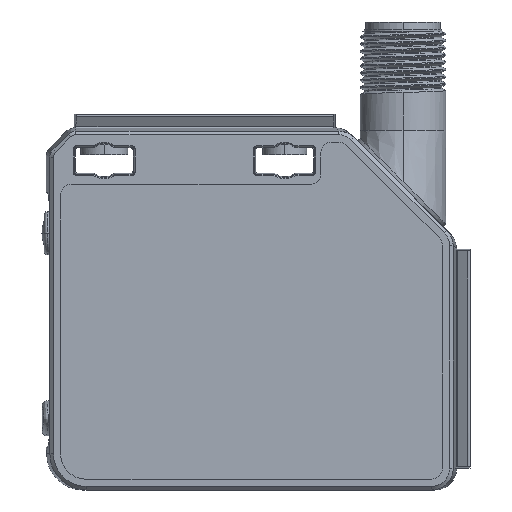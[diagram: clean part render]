
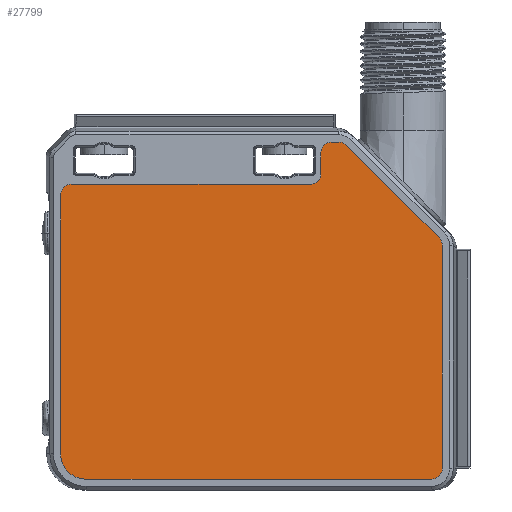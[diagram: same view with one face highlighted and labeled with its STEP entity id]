
A CAD part, left-side view. The second image highlights one B-rep face of the part: STEP entity #27799.
In plain terms, the highlighted planar face has unit normal (-1, 0, 0).
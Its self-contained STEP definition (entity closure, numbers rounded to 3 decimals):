
#12232=CARTESIAN_POINT('',(-12.25,-28.702,-1.95));
#12233=DIRECTION('',(1.,0.,0.));
#12234=DIRECTION('',(0.,-1.,0.));
#12235=AXIS2_PLACEMENT_3D('',#12232,#12233,#12234);
#12250=DIRECTION('',(0.,1.,0.));
#12251=VECTOR('',#12250,33.22);
#12252=CARTESIAN_POINT('',(-12.25,-28.702,-3.25));
#12253=LINE('',#12252,#12251);
#12254=DIRECTION('',(0.,0.,-1.));
#12255=VECTOR('',#12254,3.02);
#12256=CARTESIAN_POINT('',(-12.25,-30.002,1.07));
#12257=LINE('',#12256,#12255);
#12258=CARTESIAN_POINT('',(-12.25,-31.502,1.07));
#12259=DIRECTION('',(-1.,0.,0.));
#12260=DIRECTION('',(0.,0.,1.));
#12261=AXIS2_PLACEMENT_3D('',#12258,#12259,#12260);
#12263=DIRECTION('',(0.,1.,0.));
#12264=VECTOR('',#12263,0.979);
#12265=CARTESIAN_POINT('',(-12.25,-32.481,2.57));
#12266=LINE('',#12265,#12264);
#12267=CARTESIAN_POINT('',(-12.25,-32.481,1.07));
#12268=DIRECTION('',(-1.,0.,0.));
#12269=DIRECTION('',(0.,-0.707,0.707));
#12270=AXIS2_PLACEMENT_3D('',#12267,#12268,#12269);
#12272=DIRECTION('',(0.,0.707,0.707));
#12273=VECTOR('',#12272,18.146);
#12274=CARTESIAN_POINT('',(-12.25,-46.373,-10.701));
#12275=LINE('',#12274,#12273);
#12276=CARTESIAN_POINT('',(-12.25,-45.312,-11.761));
#12277=DIRECTION('',(-1.,0.,0.));
#12278=DIRECTION('',(0.,-1.,0.));
#12279=AXIS2_PLACEMENT_3D('',#12276,#12277,#12278);
#12281=DIRECTION('',(0.,0.,1.));
#12282=VECTOR('',#12281,30.839);
#12283=CARTESIAN_POINT('',(-12.25,-46.812,-42.6));
#12284=LINE('',#12283,#12282);
#12285=CARTESIAN_POINT('',(-12.25,-45.312,-42.6));
#12286=DIRECTION('',(-1.,0.,0.));
#12287=DIRECTION('',(0.,0.,-1.));
#12288=AXIS2_PLACEMENT_3D('',#12285,#12286,#12287);
#12290=DIRECTION('',(0.,-1.,0.));
#12291=VECTOR('',#12290,47.83);
#12292=CARTESIAN_POINT('',(-12.25,2.518,-44.1));
#12293=LINE('',#12292,#12291);
#12294=CARTESIAN_POINT('',(-12.25,2.518,-40.6));
#12295=DIRECTION('',(-1.,0.,0.));
#12296=DIRECTION('',(0.,1.,0.));
#12297=AXIS2_PLACEMENT_3D('',#12294,#12295,#12296);
#12299=DIRECTION('',(0.,0.,-1.));
#12300=VECTOR('',#12299,35.85);
#12301=CARTESIAN_POINT('',(-12.25,6.018,-4.75));
#12302=LINE('',#12301,#12300);
#12303=CARTESIAN_POINT('',(-12.25,4.518,-4.75));
#12304=DIRECTION('',(-1.,0.,0.));
#12305=DIRECTION('',(0.,0.,1.));
#12306=AXIS2_PLACEMENT_3D('',#12303,#12304,#12305);
#13321=CARTESIAN_POINT('',(-12.25,2.518,-44.1));
#13322=CARTESIAN_POINT('',(-12.25,-45.312,-44.1));
#13323=VERTEX_POINT('',#13321);
#13324=VERTEX_POINT('',#13322);
#13325=CARTESIAN_POINT('',(-12.25,-46.812,-42.6));
#13326=VERTEX_POINT('',#13325);
#13327=CARTESIAN_POINT('',(-12.25,-46.812,-11.761));
#13328=VERTEX_POINT('',#13327);
#13329=CARTESIAN_POINT('',(-12.25,-46.373,-10.701));
#13330=VERTEX_POINT('',#13329);
#13331=CARTESIAN_POINT('',(-12.25,6.018,-40.6));
#13332=VERTEX_POINT('',#13331);
#13345=CARTESIAN_POINT('',(-12.25,4.518,-3.25));
#13346=CARTESIAN_POINT('',(-12.25,6.018,-4.75));
#13347=VERTEX_POINT('',#13345);
#13348=VERTEX_POINT('',#13346);
#13353=CARTESIAN_POINT('',(-12.25,-31.502,2.57));
#13354=CARTESIAN_POINT('',(-12.25,-30.002,1.07));
#13355=VERTEX_POINT('',#13353);
#13356=VERTEX_POINT('',#13354);
#13361=CARTESIAN_POINT('',(-12.25,-33.542,2.131));
#13362=CARTESIAN_POINT('',(-12.25,-32.481,2.57));
#13363=VERTEX_POINT('',#13361);
#13364=VERTEX_POINT('',#13362);
#13373=CARTESIAN_POINT('',(-12.25,-30.002,-1.95));
#13374=VERTEX_POINT('',#13373);
#13375=CARTESIAN_POINT('',(-12.25,-28.702,-3.25));
#13376=VERTEX_POINT('',#13375);
#27767=CARTESIAN_POINT('',(-12.25,0.,0.));
#27768=DIRECTION('',(-1.,0.,0.));
#27769=DIRECTION('',(0.,0.,1.));
#27770=AXIS2_PLACEMENT_3D('',#27767,#27768,#27769);
#27771=PLANE('',#27770);
#27773=ORIENTED_EDGE('',*,*,#27772,.F.);
#27774=ORIENTED_EDGE('',*,*,#27732,.F.);
#27775=ORIENTED_EDGE('',*,*,#27748,.F.);
#27776=ORIENTED_EDGE('',*,*,#27758,.F.);
#27778=ORIENTED_EDGE('',*,*,#27777,.F.);
#27780=ORIENTED_EDGE('',*,*,#27779,.F.);
#27782=ORIENTED_EDGE('',*,*,#27781,.F.);
#27784=ORIENTED_EDGE('',*,*,#27783,.F.);
#27786=ORIENTED_EDGE('',*,*,#27785,.F.);
#27788=ORIENTED_EDGE('',*,*,#27787,.F.);
#27790=ORIENTED_EDGE('',*,*,#27789,.F.);
#27792=ORIENTED_EDGE('',*,*,#27791,.F.);
#27794=ORIENTED_EDGE('',*,*,#27793,.F.);
#27796=ORIENTED_EDGE('',*,*,#27795,.F.);
#27797=EDGE_LOOP('',(#27773,#27774,#27775,#27776,#27778,#27780,#27782,#27784,
#27786,#27788,#27790,#27792,#27794,#27796));
#27798=FACE_OUTER_BOUND('',#27797,.F.);
#27799=ADVANCED_FACE('',(#27798),#27771,.T.);
#12236=CIRCLE('',#12235,1.3);
#12262=CIRCLE('',#12261,1.5);
#12271=CIRCLE('',#12270,1.5);
#12280=CIRCLE('',#12279,1.5);
#12289=CIRCLE('',#12288,1.5);
#12298=CIRCLE('',#12297,3.5);
#12307=CIRCLE('',#12306,1.5);
#27732=EDGE_CURVE('',#13374,#13376,#12236,.T.);
#27748=EDGE_CURVE('',#13356,#13374,#12257,.T.);
#27758=EDGE_CURVE('',#13355,#13356,#12262,.T.);
#27772=EDGE_CURVE('',#13376,#13347,#12253,.T.);
#27777=EDGE_CURVE('',#13364,#13355,#12266,.T.);
#27779=EDGE_CURVE('',#13363,#13364,#12271,.T.);
#27781=EDGE_CURVE('',#13330,#13363,#12275,.T.);
#27783=EDGE_CURVE('',#13328,#13330,#12280,.T.);
#27785=EDGE_CURVE('',#13326,#13328,#12284,.T.);
#27787=EDGE_CURVE('',#13324,#13326,#12289,.T.);
#27789=EDGE_CURVE('',#13323,#13324,#12293,.T.);
#27791=EDGE_CURVE('',#13332,#13323,#12298,.T.);
#27793=EDGE_CURVE('',#13348,#13332,#12302,.T.);
#27795=EDGE_CURVE('',#13347,#13348,#12307,.T.);
